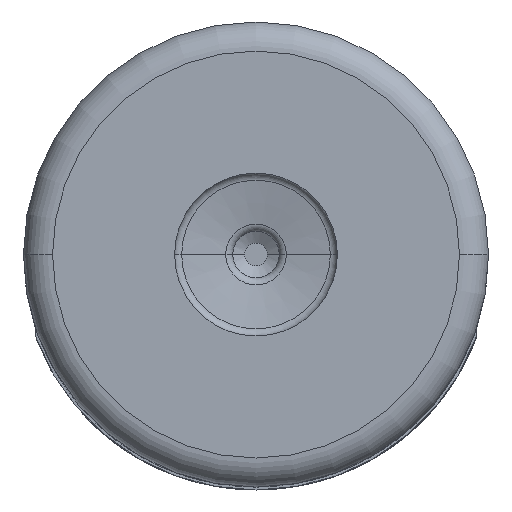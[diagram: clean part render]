
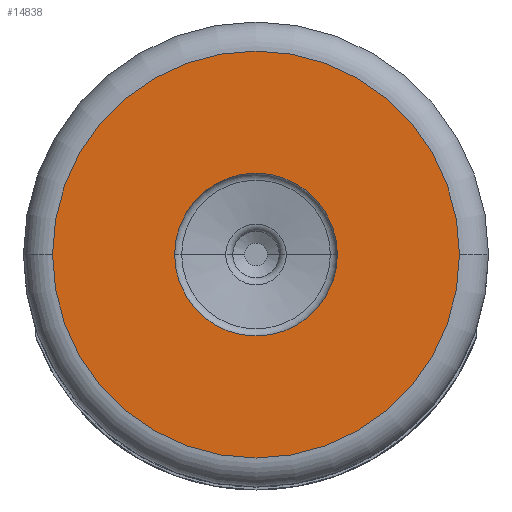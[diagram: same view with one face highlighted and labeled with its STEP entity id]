
A CAD part, front view. The second image highlights one B-rep face of the part: STEP entity #14838.
In plain terms, the highlighted planar face has unit normal (0, -1, 0).
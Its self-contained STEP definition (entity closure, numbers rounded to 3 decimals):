
#1974=CARTESIAN_POINT('',(0.,-4.,0.));
#1975=DIRECTION('',(0.,-1.,0.));
#1976=DIRECTION('',(1.,0.,0.));
#1977=AXIS2_PLACEMENT_3D('',#1974,#1975,#1976);
#1989=CARTESIAN_POINT('',(0.,-4.,0.));
#1990=DIRECTION('',(0.,-1.,0.));
#1991=DIRECTION('',(-1.,0.,0.));
#1992=AXIS2_PLACEMENT_3D('',#1989,#1990,#1991);
#1994=CARTESIAN_POINT('',(0.,-4.,0.));
#1995=DIRECTION('',(0.,-1.,0.));
#1996=DIRECTION('',(1.,0.,0.));
#1997=AXIS2_PLACEMENT_3D('',#1994,#1995,#1996);
#1999=CARTESIAN_POINT('',(0.,-4.,0.));
#2000=DIRECTION('',(0.,-1.,0.));
#2001=DIRECTION('',(-1.,0.,0.));
#2002=AXIS2_PLACEMENT_3D('',#1999,#2000,#2001);
#12824=CARTESIAN_POINT('',(-1.4,-4.,0.));
#12825=CARTESIAN_POINT('',(1.4,-4.,0.));
#12826=VERTEX_POINT('',#12824);
#12827=VERTEX_POINT('',#12825);
#12828=CARTESIAN_POINT('',(3.5,-4.,0.));
#12829=CARTESIAN_POINT('',(-3.5,-4.,0.));
#12830=VERTEX_POINT('',#12828);
#12831=VERTEX_POINT('',#12829);
#14822=CARTESIAN_POINT('',(0.,-4.,0.));
#14823=DIRECTION('',(0.,1.,0.));
#14824=DIRECTION('',(1.,0.,0.));
#14825=AXIS2_PLACEMENT_3D('',#14822,#14823,#14824);
#14826=PLANE('',#14825);
#14827=ORIENTED_EDGE('',*,*,#14812,.F.);
#14829=ORIENTED_EDGE('',*,*,#14828,.F.);
#14830=EDGE_LOOP('',(#14827,#14829));
#14831=FACE_OUTER_BOUND('',#14830,.F.);
#14833=ORIENTED_EDGE('',*,*,#14832,.T.);
#14835=ORIENTED_EDGE('',*,*,#14834,.T.);
#14836=EDGE_LOOP('',(#14833,#14835));
#14837=FACE_BOUND('',#14836,.F.);
#14838=ADVANCED_FACE('',(#14831,#14837),#14826,.F.);
#1978=CIRCLE('',#1977,3.5);
#1993=CIRCLE('',#1992,1.4);
#1998=CIRCLE('',#1997,1.4);
#2003=CIRCLE('',#2002,3.5);
#14812=EDGE_CURVE('',#12830,#12831,#1978,.T.);
#14828=EDGE_CURVE('',#12831,#12830,#2003,.T.);
#14832=EDGE_CURVE('',#12826,#12827,#1993,.T.);
#14834=EDGE_CURVE('',#12827,#12826,#1998,.T.);
